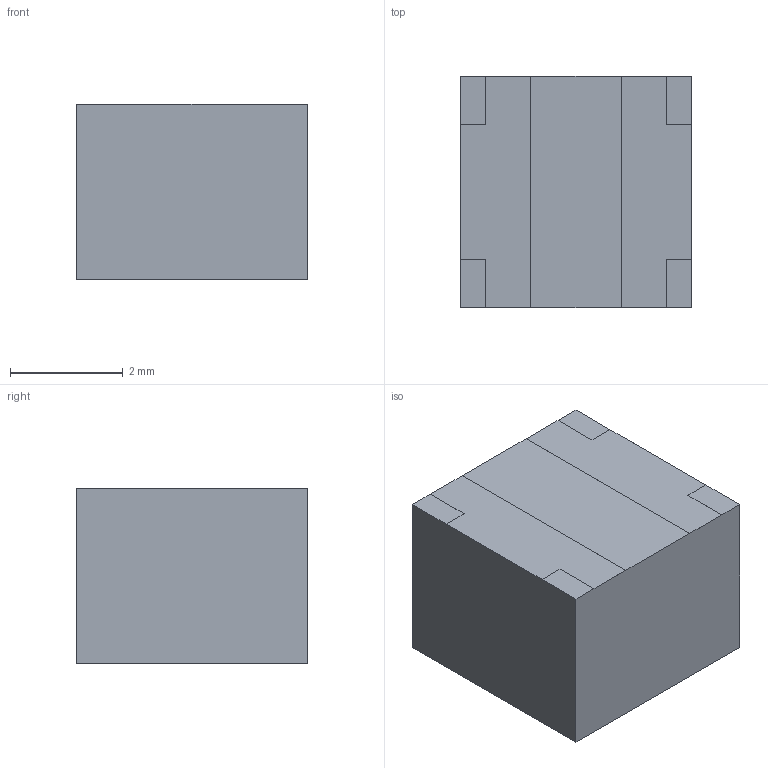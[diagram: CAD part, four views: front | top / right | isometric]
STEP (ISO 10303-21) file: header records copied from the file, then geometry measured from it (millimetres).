
FILE_DESCRIPTION(/* description */ ('Unknown'),/* implementation_level */ '2;1');
FILE_NAME(/* name */ 'WE-IndMAPI_SSMC-4030',/* time_stamp */ '2024-01-19T09:33:23+01:00',/* author */ ('Unknown'),/* organization */ ('Unknown'),/* preprocessor_version */ 'ST-DEVELOPER v16.7',/* originating_system */ 'Solid Edge',/* authorisation */ 'Unknown');
FILE_SCHEMA (('AUTOMOTIVE_DESIGN {1 0 10303 214 3 1 1}'));
Length unit declared in the file: millimetre
Products named in the file (3): WE-IndMAPI_SSMC-4030; body_SSMC_4030; land_pattern_SSMC_4020
Assembly tree (3 placements, depth 2):
  WE-IndMAPI_SSMC-4030
    body_SSMC_4030
    land_pattern_SSMC_4020  x2
Bounding box: 4.1 x 4.1 x 3.1 mm (x, y, z)
Volume: 52.1 mm3; surface area: 102.2 mm2
Topology: 3 solids, 3 shells, 109 faces, 273 edges, 182 vertices
Faces by surface type: plane 99, bspline 9, cylinder 1
Full cylindrical faces by diameter (mm): 0.3 x1
Entity records: 4034 total; most frequent: CARTESIAN_POINT 1105, ORIENTED_EDGE 490, DIRECTION 377, EDGE_CURVE 245, LINE 185, VECTOR 185, VERTEX_POINT 166, EDGE_LOOP 115
